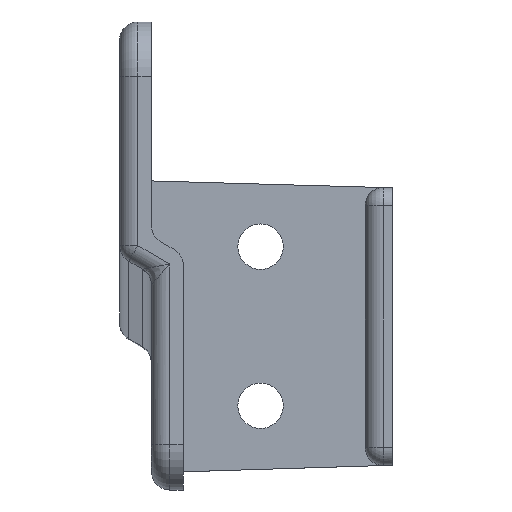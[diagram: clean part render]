
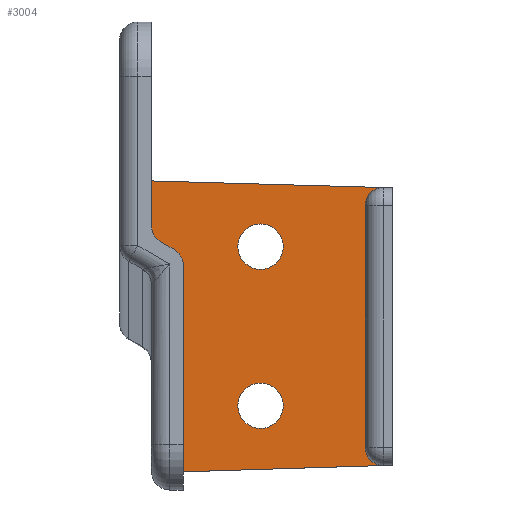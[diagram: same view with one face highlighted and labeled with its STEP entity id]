
A CAD part, left-side view. The second image highlights one B-rep face of the part: STEP entity #3004.
In plain terms, the highlighted planar face has unit normal (-1, 0, 0).
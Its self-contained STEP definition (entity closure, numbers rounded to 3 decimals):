
#70=CARTESIAN_POINT('Vertex',(-15.5,-9.5,-16.479)) ;
#73=CARTESIAN_POINT('Axis2P3D Location',(-15.5,-12.,-16.479)) ;
#77=CARTESIAN_POINT('Vertex',(-15.5,-14.5,-16.479)) ;
#97=CARTESIAN_POINT('Axis2P3D Location',(-15.5,-12.,-16.479)) ;
#120=CARTESIAN_POINT('Vertex',(-15.5,0.,8.25)) ;
#123=CARTESIAN_POINT('Line Origine',(-15.5,-12.778,7.888)) ;
#127=CARTESIAN_POINT('Vertex',(-15.5,-25.557,7.525)) ;
#259=CARTESIAN_POINT('Vertex',(-15.5,-25.563,-23.055)) ;
#262=CARTESIAN_POINT('Line Origine',(-15.5,-14.531,-23.403)) ;
#266=CARTESIAN_POINT('Vertex',(-15.5,-3.5,-23.75)) ;
#301=CARTESIAN_POINT('Vertex',(-15.5,-14.5,1.021)) ;
#304=CARTESIAN_POINT('Axis2P3D Location',(-15.5,-12.,1.021)) ;
#308=CARTESIAN_POINT('Vertex',(-15.5,-9.5,1.021)) ;
#328=CARTESIAN_POINT('Axis2P3D Location',(-15.5,-12.,1.021)) ;
#345=CARTESIAN_POINT('Axis2P3D Location',(-15.5,-25.5,-21.056)) ;
#349=CARTESIAN_POINT('Vertex',(-15.5,-23.5,-21.056)) ;
#376=CARTESIAN_POINT('Line Origine',(-15.5,-23.5,-7.765)) ;
#380=CARTESIAN_POINT('Vertex',(-15.5,-23.5,5.526)) ;
#407=CARTESIAN_POINT('Axis2P3D Location',(-15.5,-25.5,5.526)) ;
#2815=CARTESIAN_POINT('Vertex',(-15.5,-3.5,-8.881)) ;
#2825=CARTESIAN_POINT('Line Origine',(-15.5,-3.5,-16.316)) ;
#2865=CARTESIAN_POINT('Control Point',(-15.5,-2.5,-7.145)) ;
#2866=CARTESIAN_POINT('Control Point',(-15.5,-2.954,-7.408)) ;
#2867=CARTESIAN_POINT('Control Point',(-15.5,-3.317,-7.831)) ;
#2868=CARTESIAN_POINT('Control Point',(-15.5,-3.5,-8.357)) ;
#2869=CARTESIAN_POINT('Control Point',(-15.5,-3.5,-8.881)) ;
#2870=CARTESIAN_POINT('Vertex',(-15.5,-2.5,-7.145)) ;
#2932=CARTESIAN_POINT('Vertex',(-15.5,0.,-4.54)) ;
#2935=CARTESIAN_POINT('Line Origine',(-15.5,0.,1.855)) ;
#2961=CARTESIAN_POINT('Axis2P3D Location',(-15.5,-23.5,0.)) ;
#2966=CARTESIAN_POINT('Line Origine',(-15.5,-1.75,-6.711)) ;
#2970=CARTESIAN_POINT('Vertex',(-15.5,-1.,-6.277)) ;
#2974=CARTESIAN_POINT('Control Point',(-15.5,0.,-4.54)) ;
#2975=CARTESIAN_POINT('Control Point',(-15.5,0.,-4.751)) ;
#2976=CARTESIAN_POINT('Control Point',(-15.5,-0.028,-4.961)) ;
#2977=CARTESIAN_POINT('Control Point',(-15.5,-0.083,-5.167)) ;
#2978=CARTESIAN_POINT('Control Point',(-15.5,-0.245,-5.557)) ;
#2979=CARTESIAN_POINT('Control Point',(-15.5,-0.502,-5.893)) ;
#2980=CARTESIAN_POINT('Control Point',(-15.5,-0.651,-6.043)) ;
#2981=CARTESIAN_POINT('Control Point',(-15.5,-0.819,-6.172)) ;
#2982=CARTESIAN_POINT('Control Point',(-15.5,-1.,-6.277)) ;
#74=DIRECTION('Axis2P3D Direction',(1.,0.,0.)) ;
#98=DIRECTION('Axis2P3D Direction',(1.,0.,0.)) ;
#124=DIRECTION('Vector Direction',(0.,1.,0.028)) ;
#263=DIRECTION('Vector Direction',(0.,1.,-0.031)) ;
#305=DIRECTION('Axis2P3D Direction',(1.,0.,0.)) ;
#329=DIRECTION('Axis2P3D Direction',(1.,0.,0.)) ;
#346=DIRECTION('Axis2P3D Direction',(-1.,-0.,0.)) ;
#377=DIRECTION('Vector Direction',(0.,0.,-1.)) ;
#408=DIRECTION('Axis2P3D Direction',(-1.,0.,0.)) ;
#2826=DIRECTION('Vector Direction',(0.,0.,1.)) ;
#2936=DIRECTION('Vector Direction',(0.,0.,-1.)) ;
#2962=DIRECTION('Axis2P3D Direction',(-1.,0.,0.)) ;
#2963=DIRECTION('Axis2P3D XDirection',(0.,1.,0.)) ;
#2967=DIRECTION('Vector Direction',(0.,-0.865,-0.501)) ;
#75=AXIS2_PLACEMENT_3D('Circle Axis2P3D',#73,#74,$) ;
#99=AXIS2_PLACEMENT_3D('Circle Axis2P3D',#97,#98,$) ;
#306=AXIS2_PLACEMENT_3D('Circle Axis2P3D',#304,#305,$) ;
#330=AXIS2_PLACEMENT_3D('Circle Axis2P3D',#328,#329,$) ;
#347=AXIS2_PLACEMENT_3D('Circle Axis2P3D',#345,#346,$) ;
#409=AXIS2_PLACEMENT_3D('Circle Axis2P3D',#407,#408,$) ;
#2964=AXIS2_PLACEMENT_3D('Plane Axis2P3D',#2961,#2962,#2963) ;
#2985=ORIENTED_EDGE('',*,*,#2972,.T.) ;
#2986=ORIENTED_EDGE('',*,*,#2872,.F.) ;
#2987=ORIENTED_EDGE('',*,*,#2829,.F.) ;
#2988=ORIENTED_EDGE('',*,*,#268,.F.) ;
#2989=ORIENTED_EDGE('',*,*,#351,.T.) ;
#2990=ORIENTED_EDGE('',*,*,#382,.F.) ;
#2991=ORIENTED_EDGE('',*,*,#411,.T.) ;
#2992=ORIENTED_EDGE('',*,*,#129,.F.) ;
#2993=ORIENTED_EDGE('',*,*,#2939,.T.) ;
#2994=ORIENTED_EDGE('',*,*,#2983,.T.) ;
#2997=ORIENTED_EDGE('',*,*,#310,.F.) ;
#2998=ORIENTED_EDGE('',*,*,#332,.F.) ;
#3001=ORIENTED_EDGE('',*,*,#101,.F.) ;
#3002=ORIENTED_EDGE('',*,*,#79,.F.) ;
#2999=FACE_BOUND('',#2996,.T.) ;
#3003=FACE_BOUND('',#3000,.T.) ;
#125=VECTOR('Line Direction',#124,1.) ;
#264=VECTOR('Line Direction',#263,1.) ;
#378=VECTOR('Line Direction',#377,1.) ;
#2827=VECTOR('Line Direction',#2826,1.) ;
#2937=VECTOR('Line Direction',#2936,1.) ;
#2968=VECTOR('Line Direction',#2967,1.) ;
#3004=ADVANCED_FACE('PartBody',(#2995,#2999,#3003),#2965,.T.) ;
#2864=B_SPLINE_CURVE_WITH_KNOTS('',4,(#2865,#2866,#2867,#2868,#2869),.UNSPECIFIED.,.F.,.U.,(5,5),(0.,2.967),.UNSPECIFIED.) ;
#2973=B_SPLINE_CURVE_WITH_KNOTS('',5,(#2974,#2975,#2976,#2977,#2978,#2979,#2980,#2981,#2982),.UNSPECIFIED.,.F.,.U.,(6,3,6),(0.,1.487,2.967),.UNSPECIFIED.) ;
#76=CIRCLE('generated circle',#75,2.5) ;
#100=CIRCLE('generated circle',#99,2.5) ;
#307=CIRCLE('generated circle',#306,2.5) ;
#331=CIRCLE('generated circle',#330,2.5) ;
#348=CIRCLE('generated circle',#347,2.) ;
#410=CIRCLE('generated circle',#409,2.) ;
#79=EDGE_CURVE('',#71,#78,#76,.F.) ;
#101=EDGE_CURVE('',#78,#71,#100,.F.) ;
#129=EDGE_CURVE('',#121,#128,#126,.F.) ;
#268=EDGE_CURVE('',#260,#267,#265,.T.) ;
#310=EDGE_CURVE('',#302,#309,#307,.F.) ;
#332=EDGE_CURVE('',#309,#302,#331,.F.) ;
#351=EDGE_CURVE('',#260,#350,#348,.F.) ;
#382=EDGE_CURVE('',#381,#350,#379,.T.) ;
#411=EDGE_CURVE('',#381,#128,#410,.F.) ;
#2829=EDGE_CURVE('',#267,#2816,#2828,.T.) ;
#2872=EDGE_CURVE('',#2816,#2871,#2864,.F.) ;
#2939=EDGE_CURVE('',#121,#2933,#2938,.T.) ;
#2972=EDGE_CURVE('',#2971,#2871,#2969,.T.) ;
#2983=EDGE_CURVE('',#2933,#2971,#2973,.T.) ;
#2984=EDGE_LOOP('',(#2985,#2986,#2987,#2988,#2989,#2990,#2991,#2992,#2993,#2994)) ;
#2996=EDGE_LOOP('',(#2997,#2998)) ;
#3000=EDGE_LOOP('',(#3001,#3002)) ;
#2995=FACE_OUTER_BOUND('',#2984,.T.) ;
#126=LINE('Line',#123,#125) ;
#265=LINE('Line',#262,#264) ;
#379=LINE('Line',#376,#378) ;
#2828=LINE('Line',#2825,#2827) ;
#2938=LINE('Line',#2935,#2937) ;
#2969=LINE('Line',#2966,#2968) ;
#2965=PLANE('',#2964) ;
#71=VERTEX_POINT('',#70) ;
#78=VERTEX_POINT('',#77) ;
#121=VERTEX_POINT('',#120) ;
#128=VERTEX_POINT('',#127) ;
#260=VERTEX_POINT('',#259) ;
#267=VERTEX_POINT('',#266) ;
#302=VERTEX_POINT('',#301) ;
#309=VERTEX_POINT('',#308) ;
#350=VERTEX_POINT('',#349) ;
#381=VERTEX_POINT('',#380) ;
#2816=VERTEX_POINT('',#2815) ;
#2871=VERTEX_POINT('',#2870) ;
#2933=VERTEX_POINT('',#2932) ;
#2971=VERTEX_POINT('',#2970) ;
